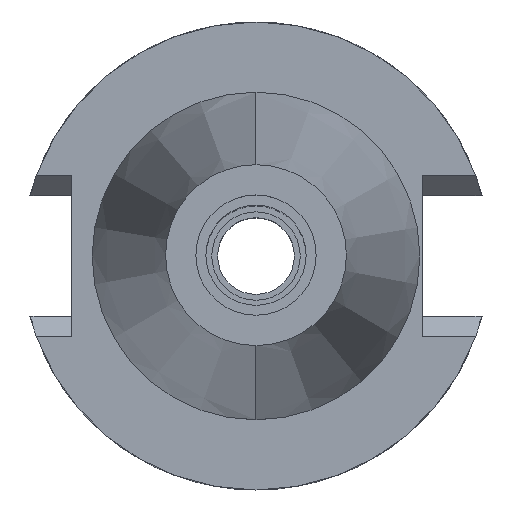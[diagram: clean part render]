
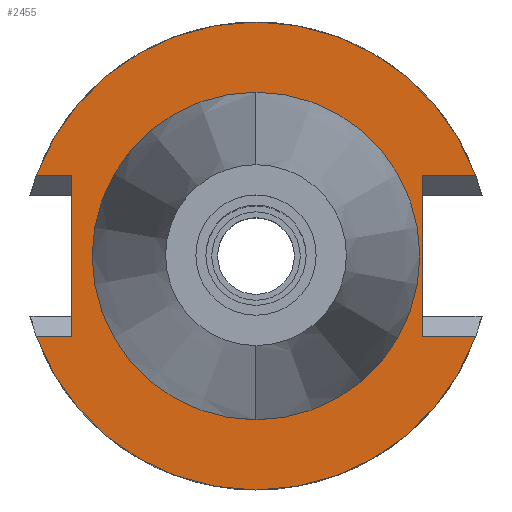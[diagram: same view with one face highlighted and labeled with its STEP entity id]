
A CAD part, top view. The second image highlights one B-rep face of the part: STEP entity #2455.
In plain terms, the highlighted planar face has unit normal (0, 0, 1).
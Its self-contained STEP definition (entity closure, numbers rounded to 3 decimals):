
#17 = VERTEX_POINT ( 'NONE', #871 ) ;
#74 = ORIENTED_EDGE ( 'NONE', *, *, #1457, .T. ) ;
#76 = CARTESIAN_POINT ( 'NONE',  ( 22.57, 10.89, -1. ) ) ;
#83 = VECTOR ( 'NONE', #2241, 1000. ) ;
#144 = LINE ( 'NONE', #1183, #83 ) ;
#145 = CARTESIAN_POINT ( 'NONE',  ( -29.824, -10.89, -1. ) ) ;
#202 = AXIS2_PLACEMENT_3D ( 'NONE', #2597, #2349, #3065 ) ;
#205 = CIRCLE ( 'NONE', #3146, 31.75 ) ;
#222 = EDGE_CURVE ( 'NONE', #2166, #17, #2130, .T. ) ;
#254 = AXIS2_PLACEMENT_3D ( 'NONE', #3314, #667, #1431 ) ;
#257 = AXIS2_PLACEMENT_3D ( 'NONE', #3296, #1479, #1737 ) ;
#297 = EDGE_CURVE ( 'NONE', #937, #1618, #2749, .T. ) ;
#519 = CARTESIAN_POINT ( 'NONE',  ( 0., 0., -1. ) ) ;
#523 = LINE ( 'NONE', #3356, #2346 ) ;
#586 = CARTESIAN_POINT ( 'NONE',  ( -24.98, 10.89, -1. ) ) ;
#667 = DIRECTION ( 'NONE',  ( 0., 0., -1. ) ) ;
#701 = FACE_OUTER_BOUND ( 'NONE', #1544, .T. ) ;
#800 = CARTESIAN_POINT ( 'NONE',  ( -29.824, 10.89, -1. ) ) ;
#866 = DIRECTION ( 'NONE',  ( -1., 0., 0. ) ) ;
#871 = CARTESIAN_POINT ( 'NONE',  ( -24.98, -10.89, -1. ) ) ;
#910 = VERTEX_POINT ( 'NONE', #2602 ) ;
#937 = VERTEX_POINT ( 'NONE', #76 ) ;
#940 = ORIENTED_EDGE ( 'NONE', *, *, #297, .T. ) ;
#975 = ORIENTED_EDGE ( 'NONE', *, *, #3185, .F. ) ;
#1013 = EDGE_CURVE ( 'NONE', #910, #2380, #2205, .T. ) ;
#1018 = VERTEX_POINT ( 'NONE', #800 ) ;
#1140 = EDGE_CURVE ( 'NONE', #2166, #1018, #1843, .T. ) ;
#1160 = EDGE_CURVE ( 'NONE', #937, #1294, #2187, .T. ) ;
#1183 = CARTESIAN_POINT ( 'NONE',  ( -24.98, -10.89, -1. ) ) ;
#1188 = CARTESIAN_POINT ( 'NONE',  ( 0., -22.225, -1. ) ) ;
#1294 = VERTEX_POINT ( 'NONE', #3001 ) ;
#1343 = DIRECTION ( 'NONE',  ( 0., -1., 0. ) ) ;
#1426 = VECTOR ( 'NONE', #3302, 1000. ) ;
#1431 = DIRECTION ( 'NONE',  ( 0., -1., 0. ) ) ;
#1436 = ORIENTED_EDGE ( 'NONE', *, *, #222, .T. ) ;
#1457 = EDGE_CURVE ( 'NONE', #17, #3014, #144, .T. ) ;
#1479 = DIRECTION ( 'NONE',  ( 0., 0., -1. ) ) ;
#1537 = VERTEX_POINT ( 'NONE', #2062 ) ;
#1544 = EDGE_LOOP ( 'NONE', ( #940, #2037, #2185, #1436, #74, #1930, #1650, #3159 ) ) ;
#1618 = VERTEX_POINT ( 'NONE', #1822 ) ;
#1650 = ORIENTED_EDGE ( 'NONE', *, *, #2021, .F. ) ;
#1680 = CIRCLE ( 'NONE', #257, 31.75 ) ;
#1710 = CARTESIAN_POINT ( 'NONE',  ( 22.57, 10.89, -1. ) ) ;
#1737 = DIRECTION ( 'NONE',  ( 0., 1., 0. ) ) ;
#1822 = CARTESIAN_POINT ( 'NONE',  ( 29.824, 10.89, -1. ) ) ;
#1843 = LINE ( 'NONE', #586, #2732 ) ;
#1930 = ORIENTED_EDGE ( 'NONE', *, *, #3262, .F. ) ;
#1946 = CARTESIAN_POINT ( 'NONE',  ( -24.98, 10.89, -1. ) ) ;
#1968 = VECTOR ( 'NONE', #1343, 1000. ) ;
#2005 = CIRCLE ( 'NONE', #202, 22.225 ) ;
#2021 = EDGE_CURVE ( 'NONE', #1294, #1537, #523, .T. ) ;
#2037 = ORIENTED_EDGE ( 'NONE', *, *, #3282, .F. ) ;
#2062 = CARTESIAN_POINT ( 'NONE',  ( 29.824, -10.89, -1. ) ) ;
#2130 = LINE ( 'NONE', #2723, #2955 ) ;
#2159 = EDGE_LOOP ( 'NONE', ( #2775, #975 ) ) ;
#2166 = VERTEX_POINT ( 'NONE', #1946 ) ;
#2185 = ORIENTED_EDGE ( 'NONE', *, *, #1140, .F. ) ;
#2187 = LINE ( 'NONE', #2421, #1968 ) ;
#2205 = CIRCLE ( 'NONE', #2966, 22.225 ) ;
#2208 = DIRECTION ( 'NONE',  ( 0., -1., 0. ) ) ;
#2241 = DIRECTION ( 'NONE',  ( -1., 0., 0. ) ) ;
#2336 = DIRECTION ( 'NONE',  ( 0., 1., 0. ) ) ;
#2346 = VECTOR ( 'NONE', #2829, 1000. ) ;
#2349 = DIRECTION ( 'NONE',  ( 0., 0., 1. ) ) ;
#2380 = VERTEX_POINT ( 'NONE', #1188 ) ;
#2402 = DIRECTION ( 'NONE',  ( 0., -1., 0. ) ) ;
#2421 = CARTESIAN_POINT ( 'NONE',  ( 22.57, 10.89, -1. ) ) ;
#2455 = ADVANCED_FACE ( 'NONE', ( #701, #2777 ), #3264, .F. ) ;
#2505 = CARTESIAN_POINT ( 'NONE',  ( 0., 0., -1. ) ) ;
#2597 = CARTESIAN_POINT ( 'NONE',  ( 0., 0., -1. ) ) ;
#2602 = CARTESIAN_POINT ( 'NONE',  ( 0., 22.225, -1. ) ) ;
#2633 = DIRECTION ( 'NONE',  ( 0., 0., 1. ) ) ;
#2723 = CARTESIAN_POINT ( 'NONE',  ( -24.98, 10.89, -1. ) ) ;
#2732 = VECTOR ( 'NONE', #866, 1000. ) ;
#2749 = LINE ( 'NONE', #1710, #1426 ) ;
#2775 = ORIENTED_EDGE ( 'NONE', *, *, #1013, .F. ) ;
#2777 = FACE_BOUND ( 'NONE', #2159, .T. ) ;
#2795 = DIRECTION ( 'NONE',  ( 0., 0., -1. ) ) ;
#2829 = DIRECTION ( 'NONE',  ( 1., 0., 0. ) ) ;
#2955 = VECTOR ( 'NONE', #2402, 1000. ) ;
#2966 = AXIS2_PLACEMENT_3D ( 'NONE', #519, #2633, #2336 ) ;
#3001 = CARTESIAN_POINT ( 'NONE',  ( 22.57, -10.89, -1. ) ) ;
#3014 = VERTEX_POINT ( 'NONE', #145 ) ;
#3065 = DIRECTION ( 'NONE',  ( 0., -1., 0. ) ) ;
#3146 = AXIS2_PLACEMENT_3D ( 'NONE', #2505, #2795, #2208 ) ;
#3159 = ORIENTED_EDGE ( 'NONE', *, *, #1160, .F. ) ;
#3185 = EDGE_CURVE ( 'NONE', #2380, #910, #2005, .T. ) ;
#3262 = EDGE_CURVE ( 'NONE', #1537, #3014, #205, .T. ) ;
#3264 = PLANE ( 'NONE',  #254 ) ;
#3282 = EDGE_CURVE ( 'NONE', #1018, #1618, #1680, .T. ) ;
#3296 = CARTESIAN_POINT ( 'NONE',  ( 0., 0., -1. ) ) ;
#3302 = DIRECTION ( 'NONE',  ( 1., 0., 0. ) ) ;
#3314 = CARTESIAN_POINT ( 'NONE',  ( 0., 0., -1. ) ) ;
#3356 = CARTESIAN_POINT ( 'NONE',  ( 22.57, -10.89, -1. ) ) ;
